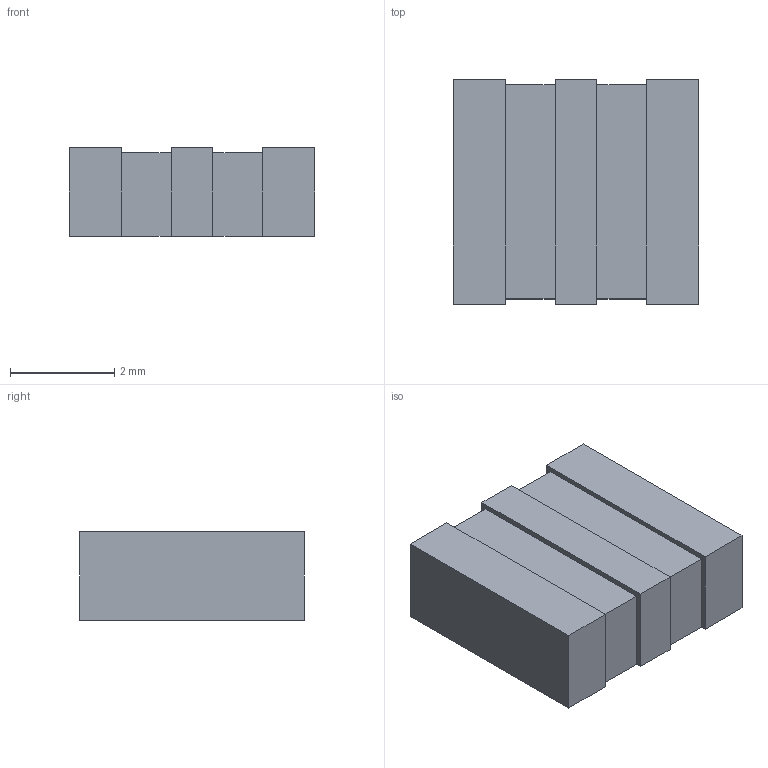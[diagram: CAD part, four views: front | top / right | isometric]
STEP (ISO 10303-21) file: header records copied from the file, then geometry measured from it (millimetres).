
FILE_DESCRIPTION(('FreeCAD Model'),'2;1');
FILE_NAME('ZTTCS.step','2016-10-17T12:29:52',('Author'),( ''),'Open CASCADE STEP processor 6.8','FreeCAD','Unknown');
FILE_SCHEMA(('AUTOMOTIVE_DESIGN_CC2 { 1 2 10303 214 -1 1 5 4 }'));
Length unit declared in the file: millimetre
Products named in the file (2): ASSEMBLY; ZTTCS
Assembly tree (1 placements, depth 2):
  ASSEMBLY
    ZTTCS
Bounding box: 4.7 x 4.3 x 1.7 mm (x, y, z)
Volume: 32.9 mm3; surface area: 72.9 mm2
Topology: 1 solids, 1 shells, 22 faces, 60 edges, 40 vertices
Faces by surface type: plane 22
Entity records: 1649 total; most frequent: CARTESIAN_POINT 244, DIRECTION 228, LINE 180, VECTOR 180, ORIENTED_EDGE 120, PCURVE 120, DEFINITIONAL_REPRESENTATION 120, EDGE_CURVE 60
